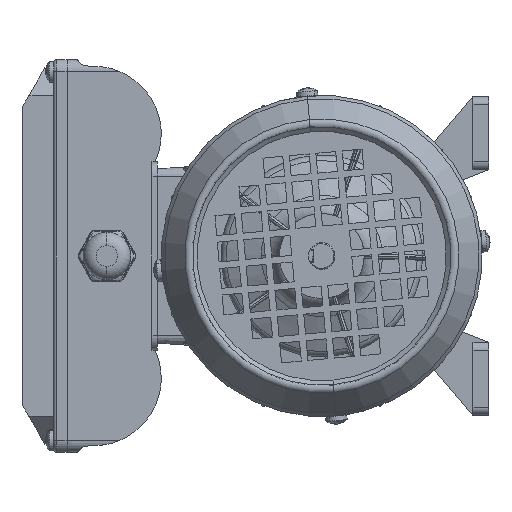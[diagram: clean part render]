
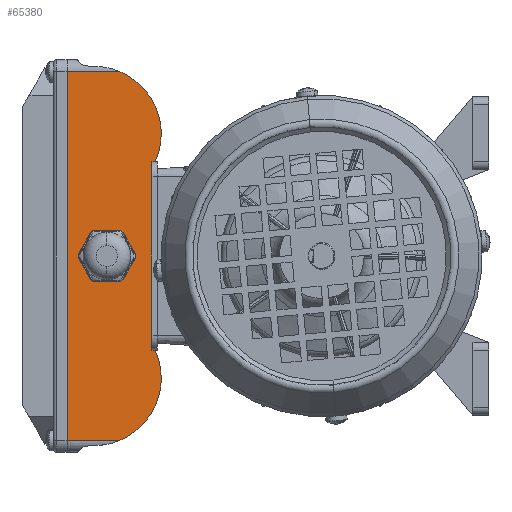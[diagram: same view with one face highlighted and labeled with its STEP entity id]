
A CAD part, left-side view. The second image highlights one B-rep face of the part: STEP entity #65380.
In plain terms, the highlighted face is planar.
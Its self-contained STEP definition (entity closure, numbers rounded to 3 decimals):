
#7456 = CARTESIAN_POINT ( 'NONE',  ( 6.147, 3.878, 0. ) ) ;
#7457 = DIRECTION ( 'NONE',  ( 1., 0., 0. ) ) ;
#7458 = DIRECTION ( 'NONE',  ( 0., 0., 1. ) ) ;
#7459 = CARTESIAN_POINT ( 'NONE',  ( 13.147, 3.878, 0. ) ) ;
#7460 = AXIS2_PLACEMENT_3D ( 'NONE', #7459, #7458, #7457 ) ;
#7461 = CIRCLE ( 'NONE', #7460, 7. ) ;
#7462 = CARTESIAN_POINT ( 'NONE',  ( 20.147, 3.878, 0. ) ) ;
#7591 = DIRECTION ( 'NONE',  ( 1., 0., 0. ) ) ;
#7592 = DIRECTION ( 'NONE',  ( 0., 0., 1. ) ) ;
#7593 = AXIS2_PLACEMENT_3D ( 'NONE', #7594, #7592, #7591 ) ;
#7594 = CARTESIAN_POINT ( 'NONE',  ( -32.853, 8.878, 0. ) ) ;
#7595 = PLANE ( 'NONE',  #7593 ) ;
#7596 = FACE_BOUND ( 'NONE', #65443, .T. ) ;
#7597 = FACE_OUTER_BOUND ( 'NONE', #65381, .T. ) ;
#7635 = DIRECTION ( 'NONE',  ( 0., 0., 1. ) ) ;
#7636 = CARTESIAN_POINT ( 'NONE',  ( -32.853, 8.878, 0. ) ) ;
#7637 = AXIS2_PLACEMENT_3D ( 'NONE', #7636, #7635, #7697 ) ;
#7638 = CIRCLE ( 'NONE', #7637, 25.5 ) ;
#7639 = DIRECTION ( 'NONE',  ( 1., 0., 0. ) ) ;
#7640 = DIRECTION ( 'NONE',  ( 0., 0., 1. ) ) ;
#7641 = CARTESIAN_POINT ( 'NONE',  ( 13.147, 3.878, 0. ) ) ;
#7642 = AXIS2_PLACEMENT_3D ( 'NONE', #7641, #7640, #7639 ) ;
#7643 = CIRCLE ( 'NONE', #7642, 7. ) ;
#7645 = DIRECTION ( 'NONE',  ( 0., -1., 0. ) ) ;
#7646 = VECTOR ( 'NONE', #7645, 1000. ) ;
#7647 = CARTESIAN_POINT ( 'NONE',  ( -22.353, -13.122, 0. ) ) ;
#7648 = LINE ( 'NONE', #7647, #7646 ) ;
#7649 = CARTESIAN_POINT ( 'NONE',  ( -22.353, -13.122, 0. ) ) ;
#7650 = DIRECTION ( 'NONE',  ( 1., 0., 0. ) ) ;
#7651 = VECTOR ( 'NONE', #7650, 1000. ) ;
#7652 = CARTESIAN_POINT ( 'NONE',  ( 13.147, -13.122, 0. ) ) ;
#7653 = LINE ( 'NONE', #7652, #7651 ) ;
#7654 = CARTESIAN_POINT ( 'NONE',  ( 48.647, -13.122, 0. ) ) ;
#7675 = CARTESIAN_POINT ( 'NONE',  ( 82.647, -1.022, 0. ) ) ;
#7676 = DIRECTION ( 'NONE',  ( 0., -1., 0. ) ) ;
#7677 = VECTOR ( 'NONE', #7676, 1000. ) ;
#7678 = CARTESIAN_POINT ( 'NONE',  ( 82.647, 8.878, 0. ) ) ;
#7679 = LINE ( 'NONE', #7678, #7677 ) ;
#7680 = CARTESIAN_POINT ( 'NONE',  ( 82.647, 18.878, 0. ) ) ;
#7681 = DIRECTION ( 'NONE',  ( 1., 0., 0. ) ) ;
#7682 = VECTOR ( 'NONE', #7681, 1000. ) ;
#7683 = CARTESIAN_POINT ( 'NONE',  ( -127.692, 18.878, 0. ) ) ;
#7684 = LINE ( 'NONE', #7683, #7682 ) ;
#7685 = CARTESIAN_POINT ( 'NONE',  ( -56.353, 18.878, 0. ) ) ;
#7686 = DIRECTION ( 'NONE',  ( 0., 1., 0. ) ) ;
#7687 = VECTOR ( 'NONE', #7686, 1000. ) ;
#7688 = CARTESIAN_POINT ( 'NONE',  ( -56.353, 8.878, 0. ) ) ;
#7689 = LINE ( 'NONE', #7688, #7687 ) ;
#7694 = CARTESIAN_POINT ( 'NONE',  ( -22.353, -14.36, 0. ) ) ;
#7696 = CARTESIAN_POINT ( 'NONE',  ( -56.353, -1.022, 0. ) ) ;
#7697 = DIRECTION ( 'NONE',  ( 1., 0., 0. ) ) ;
#7762 = DIRECTION ( 'NONE',  ( -1., 0., 0. ) ) ;
#7763 = DIRECTION ( 'NONE',  ( 0., 0., 1. ) ) ;
#7764 = CARTESIAN_POINT ( 'NONE',  ( 59.147, 8.878, 0. ) ) ;
#7765 = AXIS2_PLACEMENT_3D ( 'NONE', #7764, #7763, #7762 ) ;
#7766 = CIRCLE ( 'NONE', #7765, 25.5 ) ;
#7807 = DIRECTION ( 'NONE',  ( 0., -1., 0. ) ) ;
#7808 = VECTOR ( 'NONE', #7807, 1000. ) ;
#7809 = CARTESIAN_POINT ( 'NONE',  ( 48.647, -13.122, 0. ) ) ;
#7810 = LINE ( 'NONE', #7809, #7808 ) ;
#7821 = CARTESIAN_POINT ( 'NONE',  ( 48.647, -14.36, 0. ) ) ;
#65280 = VERTEX_POINT ( 'NONE', #7462 ) ;
#65283 = EDGE_CURVE ( 'NONE', #65285, #65280, #7461, .T. ) ;
#65285 = VERTEX_POINT ( 'NONE', #7456 ) ;
#65380 = ADVANCED_FACE ( 'NONE', ( #7597, #7596 ), #7595, .F. ) ;
#65381 = EDGE_LOOP ( 'NONE', ( #65456, #65466, #65476, #65481, #65485, #65580, #65434, #65441 ) ) ;
#65432 = VERTEX_POINT ( 'NONE', #7654 ) ;
#65434 = ORIENTED_EDGE ( 'NONE', *, *, #65436, .F. ) ;
#65436 = EDGE_CURVE ( 'NONE', #65439, #65432, #7653, .T. ) ;
#65439 = VERTEX_POINT ( 'NONE', #7649 ) ;
#65441 = ORIENTED_EDGE ( 'NONE', *, *, #65442, .T. ) ;
#65442 = EDGE_CURVE ( 'NONE', #65439, #65463, #7648, .T. ) ;
#65443 = EDGE_LOOP ( 'NONE', ( #65445, #65450 ) ) ;
#65445 = ORIENTED_EDGE ( 'NONE', *, *, #65283, .T. ) ;
#65450 = ORIENTED_EDGE ( 'NONE', *, *, #65452, .T. ) ;
#65452 = EDGE_CURVE ( 'NONE', #65280, #65285, #7643, .T. ) ;
#65456 = ORIENTED_EDGE ( 'NONE', *, *, #65457, .F. ) ;
#65457 = EDGE_CURVE ( 'NONE', #65459, #65463, #7638, .T. ) ;
#65459 = VERTEX_POINT ( 'NONE', #7696 ) ;
#65463 = VERTEX_POINT ( 'NONE', #7694 ) ;
#65466 = ORIENTED_EDGE ( 'NONE', *, *, #65468, .T. ) ;
#65468 = EDGE_CURVE ( 'NONE', #65459, #65470, #7689, .T. ) ;
#65470 = VERTEX_POINT ( 'NONE', #7685 ) ;
#65476 = ORIENTED_EDGE ( 'NONE', *, *, #65478, .T. ) ;
#65478 = EDGE_CURVE ( 'NONE', #65470, #65480, #7684, .T. ) ;
#65480 = VERTEX_POINT ( 'NONE', #7680 ) ;
#65481 = ORIENTED_EDGE ( 'NONE', *, *, #65482, .T. ) ;
#65482 = EDGE_CURVE ( 'NONE', #65480, #65483, #7679, .T. ) ;
#65483 = VERTEX_POINT ( 'NONE', #7675 ) ;
#65485 = ORIENTED_EDGE ( 'NONE', *, *, #65572, .F. ) ;
#65572 = EDGE_CURVE ( 'NONE', #65576, #65483, #7766, .T. ) ;
#65576 = VERTEX_POINT ( 'NONE', #7821 ) ;
#65580 = ORIENTED_EDGE ( 'NONE', *, *, #65583, .F. ) ;
#65583 = EDGE_CURVE ( 'NONE', #65432, #65576, #7810, .T. ) ;
